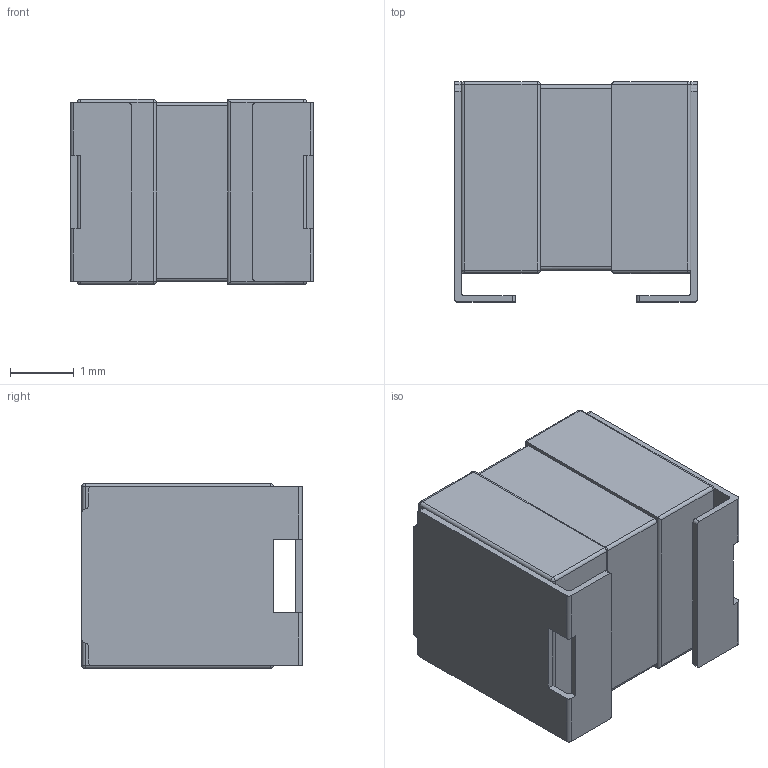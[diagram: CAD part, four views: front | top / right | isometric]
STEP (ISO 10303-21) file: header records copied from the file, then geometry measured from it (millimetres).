
FILE_DESCRIPTION (( 'STEP AP214' ), '1' );
FILE_NAME ('CCSS_S1_1210-1_L3.8W2.9T3.45B0.95.STEP', '2023-12-19T20:36:36', ( '' ), ( '' ), 'SwSTEP 2.0', 'SolidWorks 2021', '' );
FILE_SCHEMA (( 'AUTOMOTIVE_DESIGN' ));
Length unit declared in the file: millimetre
Products named in the file (1): CCSS_S1_1210-1_L3.8W2.9T3.45B0.95
Bounding box: 3.8 x 3.45 x 2.9 mm (x, y, z)
Volume: 32.9 mm3; surface area: 77 mm2
Topology: 4 solids, 4 shells, 169 faces, 443 edges, 266 vertices
Faces by surface type: plane 105, cylinder 52, sphere 12
Entity records: 6358 total; most frequent: CARTESIAN_POINT 963, ORIENTED_EDGE 862, DIRECTION 843, EDGE_CURVE 431, VECTOR 327, LINE 327, VERTEX_POINT 266, AXIS2_PLACEMENT_3D 258
